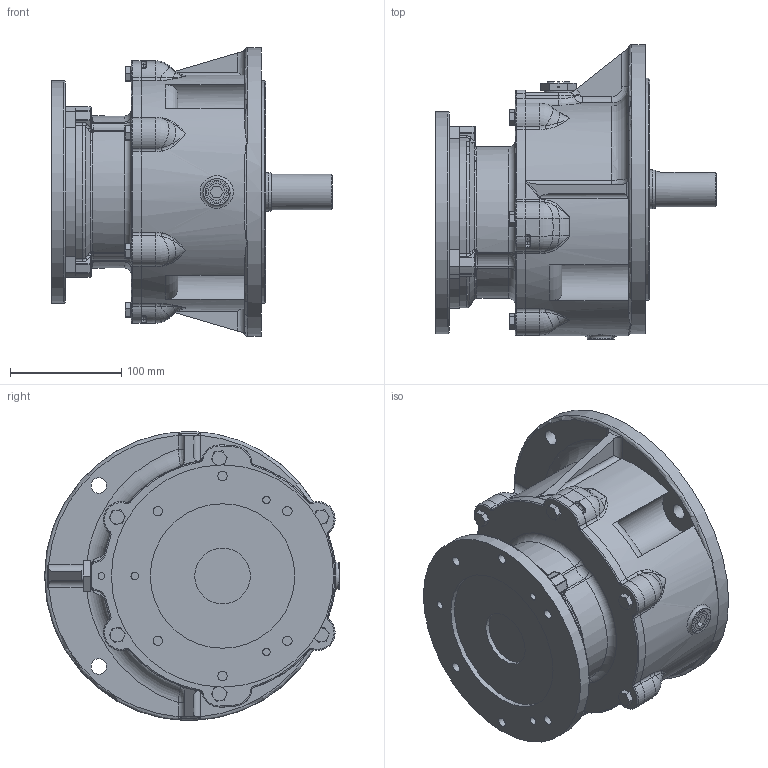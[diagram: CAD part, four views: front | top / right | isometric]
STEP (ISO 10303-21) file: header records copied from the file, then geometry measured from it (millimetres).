
FILE_DESCRIPTION (( 'STEP AP214' ), '1' );
FILE_NAME ('FN_FVI_0.4_R30.stp', '2022-06-23T00:24:46', ( 'Windows 餌辨濠' ), ( '' ), 'SwSTEP 2.0', 'SolidWorks 2021', '' );
FILE_SCHEMA (( 'AUTOMOTIVE_DESIGN' ));
Length unit declared in the file: millimetre
Products named in the file (1): FN_FVI_0.4_R30
Bounding box: 252.5 x 265 x 260 mm (x, y, z)
Volume: 6070136.1 mm3; surface area: 456566 mm2
Topology: 13 solids, 13 shells, 716 faces, 1722 edges, 1051 vertices
Faces by surface type: cylinder 221, plane 182, torus 117, bspline 98, cone 82, sphere 16
Full cylindrical faces by diameter (mm): 1.5 x1, 6 x2, 6.647 x6, 6.8 x3, 8 x6, 8.5 x6, 9 x6, 9.5 x3, 11.6 x6, 14 x4, 14.95 x2, 18 x1, 26 x1, 32 x1, 35 x1, 39.2 x1, 50 x1, 51.5 x1, 55 x2, 130 x1, 193 x1, 198 x1, 200 x2, 260 x1
Entity records: 35010 total; most frequent: CARTESIAN_POINT 19429, DIRECTION 3113, ORIENTED_EDGE 3090, EDGE_CURVE 1545, AXIS2_PLACEMENT_3D 1322, VERTEX_POINT 1012, EDGE_LOOP 923, FACE_OUTER_BOUND 798
